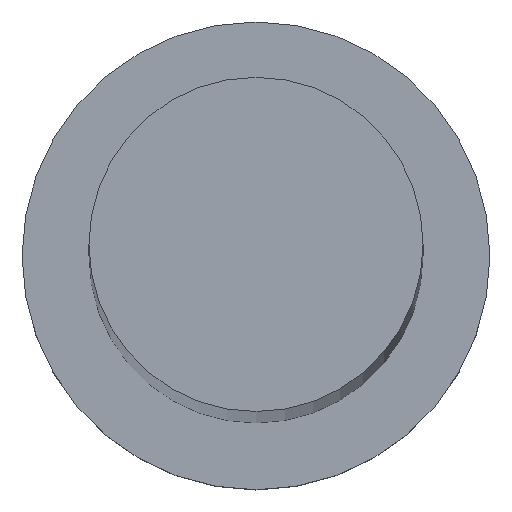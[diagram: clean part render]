
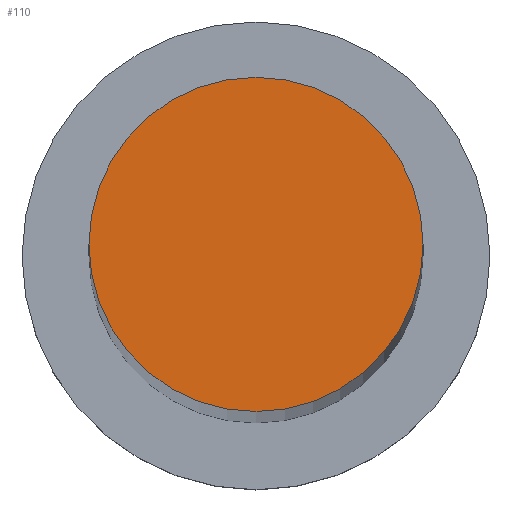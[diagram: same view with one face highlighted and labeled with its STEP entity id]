
A CAD part, top view. The second image highlights one B-rep face of the part: STEP entity #110.
In plain terms, the highlighted planar face has unit normal (0, 0, 1).
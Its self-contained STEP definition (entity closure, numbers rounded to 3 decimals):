
#1 = DIRECTION ( 'NONE',  ( 0., 0., 1. ) ) ;
#7 = CARTESIAN_POINT ( 'NONE',  ( 0., 0., 400. ) ) ;
#30 = VERTEX_POINT ( 'NONE', #249 ) ;
#42 = DIRECTION ( 'NONE',  ( 0., 0., 1. ) ) ;
#45 = VERTEX_POINT ( 'NONE', #50 ) ;
#47 = EDGE_LOOP ( 'NONE', ( #130, #92 ) ) ;
#49 = DIRECTION ( 'NONE',  ( 1., 0., 0. ) ) ;
#50 = CARTESIAN_POINT ( 'NONE',  ( -10., 0., 400. ) ) ;
#65 = FACE_OUTER_BOUND ( 'NONE', #47, .T. ) ;
#79 = CARTESIAN_POINT ( 'NONE',  ( 0., 0., 400. ) ) ;
#90 = AXIS2_PLACEMENT_3D ( 'NONE', #245, #149, #49 ) ;
#92 = ORIENTED_EDGE ( 'NONE', *, *, #244, .T. ) ;
#99 = PLANE ( 'NONE',  #113 ) ;
#110 = ADVANCED_FACE ( 'NONE', ( #65 ), #99, .T. ) ;
#113 = AXIS2_PLACEMENT_3D ( 'NONE', #79, #42, #120 ) ;
#120 = DIRECTION ( 'NONE',  ( 1., 0., 0. ) ) ;
#121 = AXIS2_PLACEMENT_3D ( 'NONE', #7, #1, #224 ) ;
#125 = CIRCLE ( 'NONE', #121, 10. ) ;
#130 = ORIENTED_EDGE ( 'NONE', *, *, #163, .T. ) ;
#149 = DIRECTION ( 'NONE',  ( 0., 0., 1. ) ) ;
#163 = EDGE_CURVE ( 'NONE', #45, #30, #195, .T. ) ;
#195 = CIRCLE ( 'NONE', #90, 10. ) ;
#224 = DIRECTION ( 'NONE',  ( 1., 0., 0. ) ) ;
#244 = EDGE_CURVE ( 'NONE', #30, #45, #125, .T. ) ;
#245 = CARTESIAN_POINT ( 'NONE',  ( 0., 0., 400. ) ) ;
#249 = CARTESIAN_POINT ( 'NONE',  ( 10., 0., 400. ) ) ;
